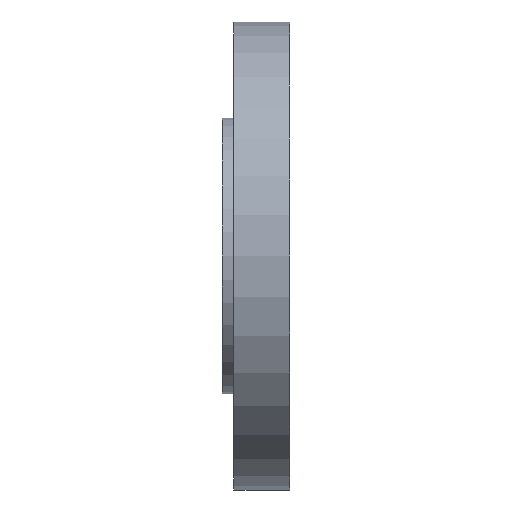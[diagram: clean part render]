
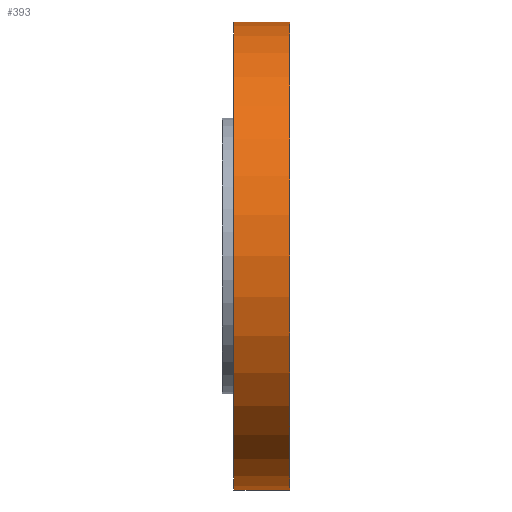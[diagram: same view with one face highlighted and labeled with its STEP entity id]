
A CAD part, left-side view. The second image highlights one B-rep face of the part: STEP entity #393.
In plain terms, the highlighted cylindrical face has radius 92.5 mm (diameter 185 mm), a partial arc.
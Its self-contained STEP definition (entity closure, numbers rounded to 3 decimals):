
#1 = DIRECTION ( 'NONE',  ( 0., 1., 0. ) ) ;
#50 = DIRECTION ( 'NONE',  ( 0., 0., 1. ) ) ;
#53 = LINE ( 'NONE', #505, #399 ) ;
#59 = DIRECTION ( 'NONE',  ( 0., 1., 0. ) ) ;
#64 = CIRCLE ( 'NONE', #638, 92.5 ) ;
#72 = VERTEX_POINT ( 'NONE', #794 ) ;
#89 = CARTESIAN_POINT ( 'NONE',  ( 0., 22., -92.5 ) ) ;
#112 = ORIENTED_EDGE ( 'NONE', *, *, #822, .T. ) ;
#131 = FACE_OUTER_BOUND ( 'NONE', #217, .T. ) ;
#144 = ORIENTED_EDGE ( 'NONE', *, *, #343, .F. ) ;
#198 = CARTESIAN_POINT ( 'NONE',  ( 0., 22., 92.5 ) ) ;
#206 = DIRECTION ( 'NONE',  ( 0., -1., 0. ) ) ;
#217 = EDGE_LOOP ( 'NONE', ( #572, #144, #112, #562 ) ) ;
#286 = DIRECTION ( 'NONE',  ( 0., 0., 1. ) ) ;
#343 = EDGE_CURVE ( 'NONE', #513, #710, #64, .T. ) ;
#348 = CARTESIAN_POINT ( 'NONE',  ( 0., 22., 0. ) ) ;
#350 = AXIS2_PLACEMENT_3D ( 'NONE', #715, #1, #286 ) ;
#393 = ADVANCED_FACE ( 'NONE', ( #131 ), #704, .T. ) ;
#399 = VECTOR ( 'NONE', #780, 1000. ) ;
#403 = CIRCLE ( 'NONE', #350, 92.5 ) ;
#419 = CARTESIAN_POINT ( 'NONE',  ( 0., 0., 92.5 ) ) ;
#462 = EDGE_CURVE ( 'NONE', #72, #838, #403, .T. ) ;
#493 = LINE ( 'NONE', #637, #798 ) ;
#505 = CARTESIAN_POINT ( 'NONE',  ( 0., 22., 92.5 ) ) ;
#513 = VERTEX_POINT ( 'NONE', #89 ) ;
#562 = ORIENTED_EDGE ( 'NONE', *, *, #462, .T. ) ;
#572 = ORIENTED_EDGE ( 'NONE', *, *, #844, .F. ) ;
#637 = CARTESIAN_POINT ( 'NONE',  ( 0., 22., -92.5 ) ) ;
#638 = AXIS2_PLACEMENT_3D ( 'NONE', #693, #59, #50 ) ;
#639 = DIRECTION ( 'NONE',  ( 0., 0., -1. ) ) ;
#693 = CARTESIAN_POINT ( 'NONE',  ( 0., 22., 0. ) ) ;
#704 = CYLINDRICAL_SURFACE ( 'NONE', #759, 92.5 ) ;
#710 = VERTEX_POINT ( 'NONE', #198 ) ;
#715 = CARTESIAN_POINT ( 'NONE',  ( 0., 0., 0. ) ) ;
#759 = AXIS2_PLACEMENT_3D ( 'NONE', #348, #767, #639 ) ;
#767 = DIRECTION ( 'NONE',  ( 0., -1., 0. ) ) ;
#780 = DIRECTION ( 'NONE',  ( 0., -1., 0. ) ) ;
#794 = CARTESIAN_POINT ( 'NONE',  ( 0., 0., -92.5 ) ) ;
#798 = VECTOR ( 'NONE', #206, 1000. ) ;
#822 = EDGE_CURVE ( 'NONE', #513, #72, #493, .T. ) ;
#838 = VERTEX_POINT ( 'NONE', #419 ) ;
#844 = EDGE_CURVE ( 'NONE', #710, #838, #53, .T. ) ;
